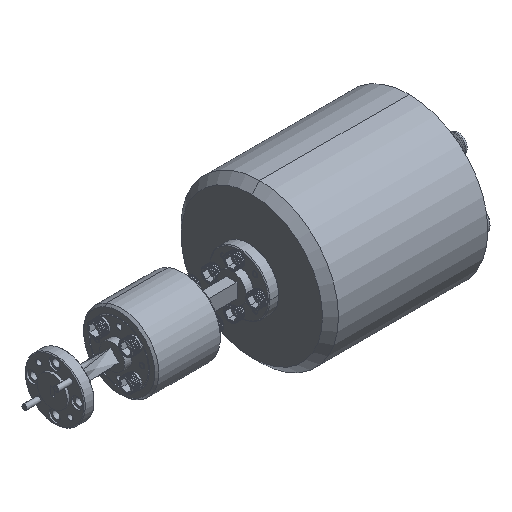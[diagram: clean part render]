
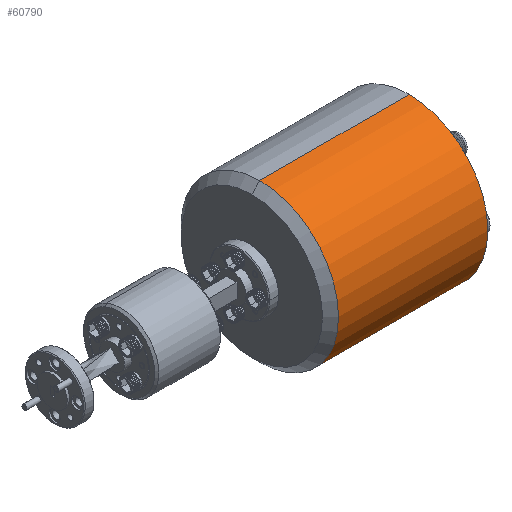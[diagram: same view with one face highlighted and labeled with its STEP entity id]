
A CAD part, isometric view. The second image highlights one B-rep face of the part: STEP entity #60790.
In plain terms, the highlighted cylindrical face has radius 25 mm (diameter 50 mm), a partial arc.
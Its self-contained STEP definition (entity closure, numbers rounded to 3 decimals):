
#1876 = DIRECTION ( 'NONE',  ( 1., 0., 0. ) ) ;
#3537 = CARTESIAN_POINT ( 'NONE',  ( 110.499, 18.761, 4.986 ) ) ;
#6043 = EDGE_CURVE ( 'NONE', #104128, #91684, #41349, .T. ) ;
#12127 = DIRECTION ( 'NONE',  ( 1., 0., 0. ) ) ;
#17878 = LINE ( 'NONE', #34488, #27932 ) ;
#22199 = CARTESIAN_POINT ( 'NONE',  ( 110.499, 18.761, 29.986 ) ) ;
#23055 = ORIENTED_EDGE ( 'NONE', *, *, #6043, .F. ) ;
#24472 = CARTESIAN_POINT ( 'NONE',  ( 63.039, 18.761, 4.986 ) ) ;
#27932 = VECTOR ( 'NONE', #1876, 1000. ) ;
#29420 = AXIS2_PLACEMENT_3D ( 'NONE', #96974, #79463, #87870 ) ;
#31726 = DIRECTION ( 'NONE',  ( 0., 0., -1. ) ) ;
#34488 = CARTESIAN_POINT ( 'NONE',  ( 110.499, 18.761, 4.986 ) ) ;
#37733 = DIRECTION ( 'NONE',  ( 1., 0., 0. ) ) ;
#37926 = EDGE_CURVE ( 'NONE', #70531, #50180, #17878, .T. ) ;
#38124 = AXIS2_PLACEMENT_3D ( 'NONE', #22199, #47704, #79710 ) ;
#41349 = LINE ( 'NONE', #51059, #48903 ) ;
#45513 = FACE_OUTER_BOUND ( 'NONE', #75681, .T. ) ;
#47704 = DIRECTION ( 'NONE',  ( 1., 0., 0. ) ) ;
#48903 = VECTOR ( 'NONE', #12127, 1000. ) ;
#50180 = VERTEX_POINT ( 'NONE', #3537 ) ;
#51059 = CARTESIAN_POINT ( 'NONE',  ( 110.499, 18.761, 54.986 ) ) ;
#51147 = ORIENTED_EDGE ( 'NONE', *, *, #37926, .T. ) ;
#52018 = ORIENTED_EDGE ( 'NONE', *, *, #102743, .T. ) ;
#54840 = CARTESIAN_POINT ( 'NONE',  ( 110.499, 18.761, 29.986 ) ) ;
#56267 = EDGE_CURVE ( 'NONE', #91684, #50180, #67850, .T. ) ;
#56809 = CYLINDRICAL_SURFACE ( 'NONE', #102966, 25. ) ;
#60790 = ADVANCED_FACE ( 'NONE', ( #45513 ), #56809, .T. ) ;
#63313 = CARTESIAN_POINT ( 'NONE',  ( 110.499, 18.761, 54.986 ) ) ;
#67850 = CIRCLE ( 'NONE', #38124, 25. ) ;
#70531 = VERTEX_POINT ( 'NONE', #24472 ) ;
#75681 = EDGE_LOOP ( 'NONE', ( #23055, #52018, #51147, #102508 ) ) ;
#79463 = DIRECTION ( 'NONE',  ( 1., 0., 0. ) ) ;
#79710 = DIRECTION ( 'NONE',  ( 0., 0., -1. ) ) ;
#85560 = CIRCLE ( 'NONE', #29420, 25. ) ;
#87870 = DIRECTION ( 'NONE',  ( 0., 0., -1. ) ) ;
#89401 = CARTESIAN_POINT ( 'NONE',  ( 63.039, 18.761, 54.986 ) ) ;
#91684 = VERTEX_POINT ( 'NONE', #63313 ) ;
#96974 = CARTESIAN_POINT ( 'NONE',  ( 63.039, 18.761, 29.986 ) ) ;
#102508 = ORIENTED_EDGE ( 'NONE', *, *, #56267, .F. ) ;
#102743 = EDGE_CURVE ( 'NONE', #104128, #70531, #85560, .T. ) ;
#102966 = AXIS2_PLACEMENT_3D ( 'NONE', #54840, #37733, #31726 ) ;
#104128 = VERTEX_POINT ( 'NONE', #89401 ) ;
